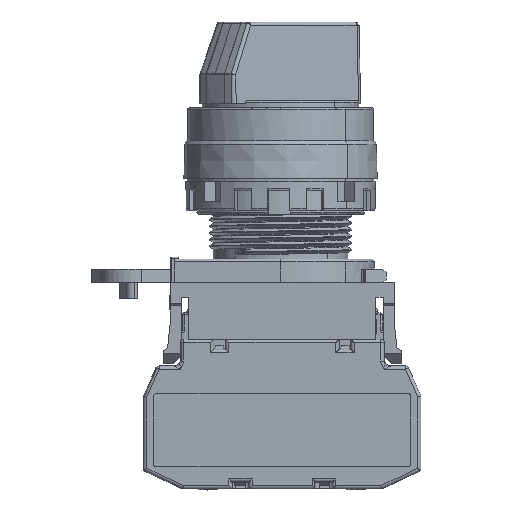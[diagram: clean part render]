
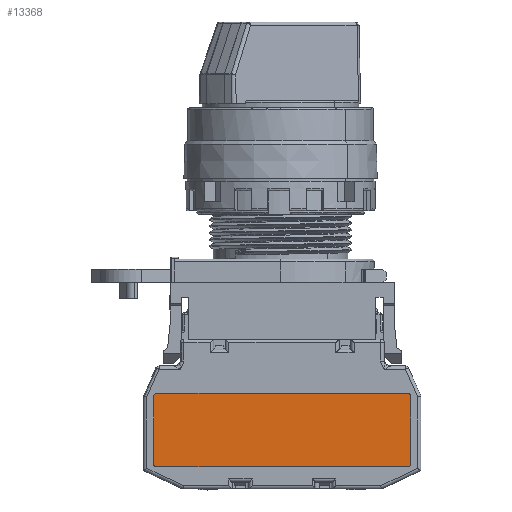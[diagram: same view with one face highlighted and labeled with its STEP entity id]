
A CAD part, left-side view. The second image highlights one B-rep face of the part: STEP entity #13368.
In plain terms, the highlighted planar face has unit normal (-1, 0, 0).
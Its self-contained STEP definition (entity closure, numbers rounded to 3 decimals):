
#1326 = CARTESIAN_POINT ( 'NONE',  ( -29.85, 40.726, 47.203 ) ) ;
#4805 = CARTESIAN_POINT ( 'NONE',  ( -29.85, 41.226, 47.203 ) ) ;
#7757 = DIRECTION ( 'NONE',  ( 0., 0., -1. ) ) ;
#10458 = CARTESIAN_POINT ( 'NONE',  ( -29.85, 41.226, 47.703 ) ) ;
#13368 = ADVANCED_FACE ( 'NONE', ( #49550 ), #103544, .F. ) ;
#19840 = EDGE_CURVE ( 'NONE', #191601, #85755, #163048, .T. ) ;
#21315 = ORIENTED_EDGE ( 'NONE', *, *, #50790, .F. ) ;
#24463 = CARTESIAN_POINT ( 'NONE',  ( -29.85, 40.726, 36.703 ) ) ;
#26067 = CARTESIAN_POINT ( 'NONE',  ( -29.85, 40.726, 37.203 ) ) ;
#26158 = CIRCLE ( 'NONE', #101688, 0.5 ) ;
#28813 = CARTESIAN_POINT ( 'NONE',  ( -29.85, 79.226, 47.203 ) ) ;
#30259 = ORIENTED_EDGE ( 'NONE', *, *, #90204, .F. ) ;
#31456 = EDGE_CURVE ( 'NONE', #85755, #147741, #190815, .T. ) ;
#32440 = LINE ( 'NONE', #50264, #115507 ) ;
#39534 = CARTESIAN_POINT ( 'NONE',  ( -29.85, 41.226, 36.703 ) ) ;
#40600 = EDGE_CURVE ( 'NONE', #147741, #193164, #138952, .T. ) ;
#43777 = VERTEX_POINT ( 'NONE', #28813 ) ;
#48302 = VECTOR ( 'NONE', #74990, 1000. ) ;
#49550 = FACE_OUTER_BOUND ( 'NONE', #123640, .T. ) ;
#50264 = CARTESIAN_POINT ( 'NONE',  ( -29.85, 79.226, 36.703 ) ) ;
#50790 = EDGE_CURVE ( 'NONE', #193164, #123728, #214536, .T. ) ;
#52751 = DIRECTION ( 'NONE',  ( 1., 0., 0. ) ) ;
#57426 = EDGE_CURVE ( 'NONE', #123728, #90997, #26158, .T. ) ;
#58271 = CARTESIAN_POINT ( 'NONE',  ( -29.85, 40.726, 47.703 ) ) ;
#58987 = DIRECTION ( 'NONE',  ( 0., -1., 0. ) ) ;
#69516 = DIRECTION ( 'NONE',  ( 1., 0., 0. ) ) ;
#71471 = ORIENTED_EDGE ( 'NONE', *, *, #57426, .F. ) ;
#74990 = DIRECTION ( 'NONE',  ( 0., 1., 0. ) ) ;
#85755 = VERTEX_POINT ( 'NONE', #1326 ) ;
#86208 = DIRECTION ( 'NONE',  ( 0., 1., 0. ) ) ;
#86859 = DIRECTION ( 'NONE',  ( 0., 1., 0. ) ) ;
#90204 = EDGE_CURVE ( 'NONE', #90997, #43777, #32440, .T. ) ;
#90997 = VERTEX_POINT ( 'NONE', #173172 ) ;
#93109 = CIRCLE ( 'NONE', #114703, 0.5 ) ;
#101688 = AXIS2_PLACEMENT_3D ( 'NONE', #202943, #103396, #183307 ) ;
#102176 = ORIENTED_EDGE ( 'NONE', *, *, #162779, .F. ) ;
#103396 = DIRECTION ( 'NONE',  ( 1., 0., 0. ) ) ;
#103544 = PLANE ( 'NONE',  #196692 ) ;
#112427 = VERTEX_POINT ( 'NONE', #179176 ) ;
#114703 = AXIS2_PLACEMENT_3D ( 'NONE', #205486, #137901, #140028 ) ;
#115507 = VECTOR ( 'NONE', #119053, 1000. ) ;
#119053 = DIRECTION ( 'NONE',  ( 0., 0., 1. ) ) ;
#119474 = CARTESIAN_POINT ( 'NONE',  ( -29.85, 40.726, 36.703 ) ) ;
#123640 = EDGE_LOOP ( 'NONE', ( #71471, #21315, #133324, #153859, #141311, #102176, #129262, #30259 ) ) ;
#123728 = VERTEX_POINT ( 'NONE', #189662 ) ;
#124255 = EDGE_CURVE ( 'NONE', #43777, #112427, #93109, .T. ) ;
#129262 = ORIENTED_EDGE ( 'NONE', *, *, #124255, .F. ) ;
#133324 = ORIENTED_EDGE ( 'NONE', *, *, #40600, .F. ) ;
#134679 = DIRECTION ( 'NONE',  ( 0., 1., 0. ) ) ;
#137901 = DIRECTION ( 'NONE',  ( 1., 0., 0. ) ) ;
#138952 = CIRCLE ( 'NONE', #188653, 0.5 ) ;
#140028 = DIRECTION ( 'NONE',  ( 0., 1., 0. ) ) ;
#141311 = ORIENTED_EDGE ( 'NONE', *, *, #19840, .F. ) ;
#147741 = VERTEX_POINT ( 'NONE', #26067 ) ;
#153859 = ORIENTED_EDGE ( 'NONE', *, *, #31456, .F. ) ;
#159492 = VECTOR ( 'NONE', #7757, 1000. ) ;
#162779 = EDGE_CURVE ( 'NONE', #112427, #191601, #189714, .T. ) ;
#163048 = CIRCLE ( 'NONE', #213597, 0.5 ) ;
#171525 = VECTOR ( 'NONE', #58987, 1000. ) ;
#173172 = CARTESIAN_POINT ( 'NONE',  ( -29.85, 79.226, 37.203 ) ) ;
#179176 = CARTESIAN_POINT ( 'NONE',  ( -29.85, 78.726, 47.703 ) ) ;
#182673 = CARTESIAN_POINT ( 'NONE',  ( -29.85, 41.226, 37.203 ) ) ;
#183307 = DIRECTION ( 'NONE',  ( 0., 1., 0. ) ) ;
#188653 = AXIS2_PLACEMENT_3D ( 'NONE', #182673, #199435, #134679 ) ;
#189662 = CARTESIAN_POINT ( 'NONE',  ( -29.85, 78.726, 36.703 ) ) ;
#189714 = LINE ( 'NONE', #58271, #171525 ) ;
#190815 = LINE ( 'NONE', #24463, #159492 ) ;
#191601 = VERTEX_POINT ( 'NONE', #10458 ) ;
#193164 = VERTEX_POINT ( 'NONE', #39534 ) ;
#196692 = AXIS2_PLACEMENT_3D ( 'NONE', #119474, #69516, #86208 ) ;
#199435 = DIRECTION ( 'NONE',  ( 1., 0., 0. ) ) ;
#202943 = CARTESIAN_POINT ( 'NONE',  ( -29.85, 78.726, 37.203 ) ) ;
#205486 = CARTESIAN_POINT ( 'NONE',  ( -29.85, 78.726, 47.203 ) ) ;
#208572 = CARTESIAN_POINT ( 'NONE',  ( -29.85, 40.726, 36.703 ) ) ;
#213597 = AXIS2_PLACEMENT_3D ( 'NONE', #4805, #52751, #86859 ) ;
#214536 = LINE ( 'NONE', #208572, #48302 ) ;
